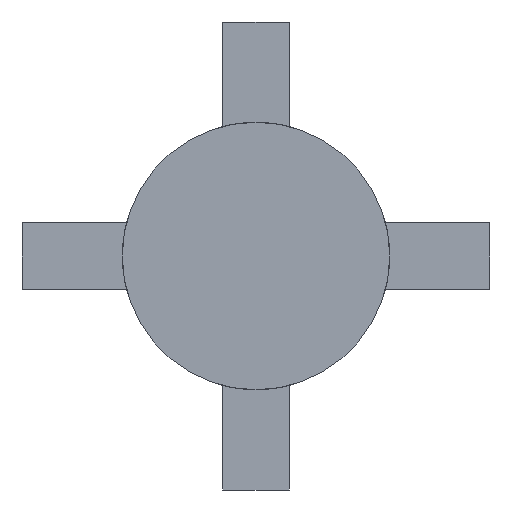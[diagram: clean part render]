
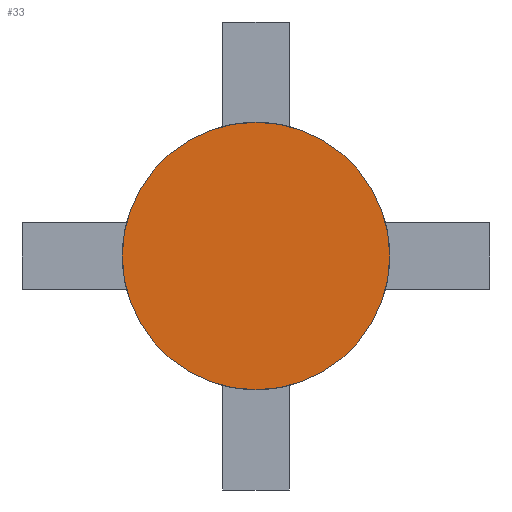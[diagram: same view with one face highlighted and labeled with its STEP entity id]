
A CAD part, left-side view. The second image highlights one B-rep face of the part: STEP entity #33.
In plain terms, the highlighted planar face has unit normal (-1, 0, 0).
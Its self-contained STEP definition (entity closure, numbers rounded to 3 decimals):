
#33=ADVANCED_FACE('',(#57),#227,.T.);
#57=FACE_OUTER_BOUND('',#81,.F.);
#81=EDGE_LOOP('',(#139,#140));
#139=ORIENTED_EDGE('',*,*,#292,.F.);
#140=ORIENTED_EDGE('',*,*,#291,.F.);
#227=PLANE('',#506);
#253=CIRCLE('',#486,4.);
#254=CIRCLE('',#487,4.);
#291=EDGE_CURVE('',#430,#432,#253,.T.);
#292=EDGE_CURVE('',#432,#430,#254,.T.);
#430=VERTEX_POINT('',#675);
#432=VERTEX_POINT('',#677);
#486=AXIS2_PLACEMENT_3D('',#724,#560,#561);
#487=AXIS2_PLACEMENT_3D('',#725,#562,#563);
#506=AXIS2_PLACEMENT_3D('',#766,#622,#623);
#560=DIRECTION('',(-1.,0.,0.));
#561=DIRECTION('',(0.,0.,-1.));
#562=DIRECTION('',(-1.,0.,0.));
#563=DIRECTION('',(0.,0.,1.));
#622=DIRECTION('',(-1.,0.,0.));
#623=DIRECTION('',(0.,0.,1.));
#675=CARTESIAN_POINT('',(24.751,-7.,33.347));
#677=CARTESIAN_POINT('',(24.751,-7.,41.347));
#724=CARTESIAN_POINT('',(24.751,-7.,37.347));
#725=CARTESIAN_POINT('',(24.751,-7.,37.347));
#766=CARTESIAN_POINT('',(24.751,-11.08,33.261));
